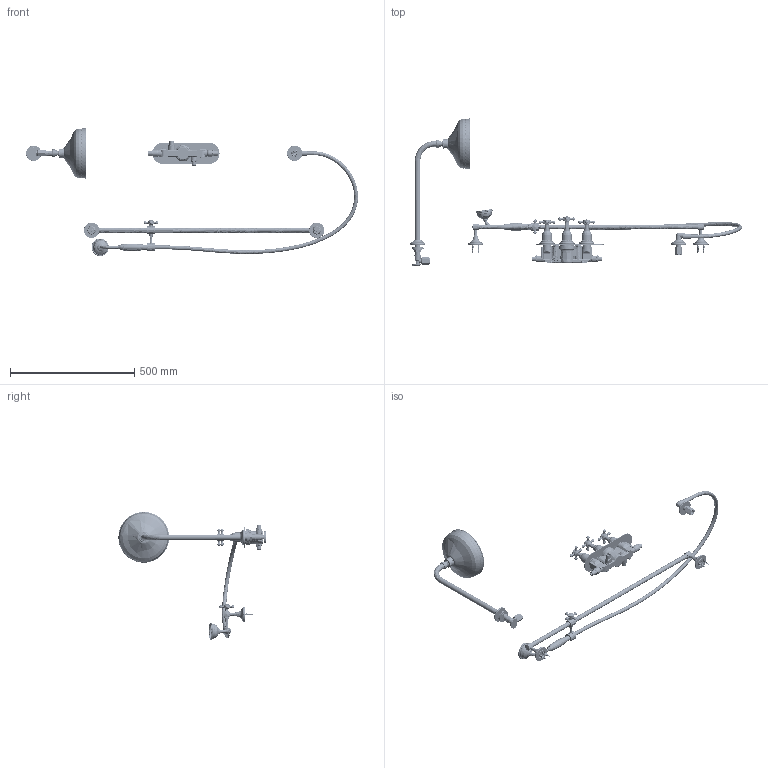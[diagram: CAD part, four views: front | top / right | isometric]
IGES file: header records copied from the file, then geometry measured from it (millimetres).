
Global section: file name: V2B1A-XX-8; native system: Autodesk Inventor 2018; preprocessor: unknown; author: aduggalther; date: 20190708.151803; units: millimetre
Bounding box: 1335.49 x 591.79 x 515.23 mm (x, y, z)
Volume: 2846428 mm3; surface area: 911563.7 mm2
Topology: 142 solids, 158 shells, 5659 faces, 15026 edges, 10089 vertices
Faces by surface type: bspline 5659
